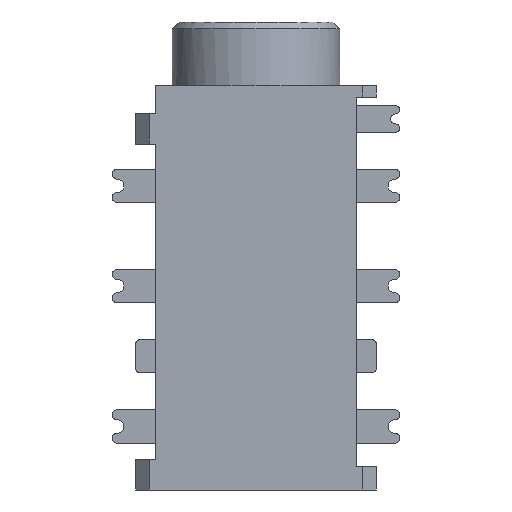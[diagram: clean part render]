
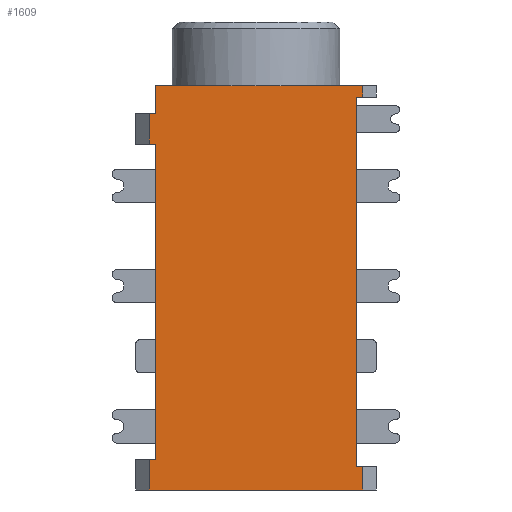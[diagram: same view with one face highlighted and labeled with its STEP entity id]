
A CAD part, front view. The second image highlights one B-rep face of the part: STEP entity #1609.
In plain terms, the highlighted planar face has unit normal (0, -1, 0).
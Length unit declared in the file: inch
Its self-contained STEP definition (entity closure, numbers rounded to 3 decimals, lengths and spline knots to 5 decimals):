
#193 = ORIENTED_EDGE ( 'NONE', *, *, #17021, .F. ) ;
#420 = VERTEX_POINT ( 'NONE', #7330 ) ;
#596 = CARTESIAN_POINT ( 'NONE',  ( -0.11811, -0.08661, -0.47638 ) ) ;
#633 = ORIENTED_EDGE ( 'NONE', *, *, #6975, .F. ) ;
#731 = CARTESIAN_POINT ( 'NONE',  ( 0.11811, -0.08661, -0.47638 ) ) ;
#856 = ORIENTED_EDGE ( 'NONE', *, *, #13663, .T. ) ;
#975 = DIRECTION ( 'NONE',  ( 1., 0., 0. ) ) ;
#1198 = CARTESIAN_POINT ( 'NONE',  ( -0.11811, -0.08661, 0. ) ) ;
#1318 = CARTESIAN_POINT ( 'NONE',  ( -0.12598, -0.08661, -0.0689 ) ) ;
#1375 = CARTESIAN_POINT ( 'NONE',  ( -0.12598, -0.08661, -0.47638 ) ) ;
#1554 = VERTEX_POINT ( 'NONE', #9498 ) ;
#1609 = ADVANCED_FACE ( 'NONE', ( #19100 ), #7975, .T. ) ;
#1635 = DIRECTION ( 'NONE',  ( 1., 0., 0. ) ) ;
#1898 = LINE ( 'NONE', #19631, #12994 ) ;
#1999 = CARTESIAN_POINT ( 'NONE',  ( 0.04675, -0.08661, 0. ) ) ;
#2382 = EDGE_CURVE ( 'NONE', #17659, #3860, #12941, .T. ) ;
#2551 = VECTOR ( 'NONE', #17861, 39.37008 ) ;
#2603 = VERTEX_POINT ( 'NONE', #12083 ) ;
#2717 = EDGE_CURVE ( 'NONE', #19405, #7487, #2806, .T. ) ;
#2806 = LINE ( 'NONE', #9988, #4530 ) ;
#3114 = VECTOR ( 'NONE', #5645, 39.37008 ) ;
#3203 = CARTESIAN_POINT ( 'NONE',  ( -0.14173, -0.08661, -0.03346 ) ) ;
#3265 = EDGE_CURVE ( 'NONE', #2603, #7391, #5360, .T. ) ;
#3624 = VECTOR ( 'NONE', #4515, 39.37008 ) ;
#3686 = DIRECTION ( 'NONE',  ( 0., 0., -1. ) ) ;
#3860 = VERTEX_POINT ( 'NONE', #19697 ) ;
#4289 = LINE ( 'NONE', #12916, #10242 ) ;
#4339 = VERTEX_POINT ( 'NONE', #12894 ) ;
#4431 = VECTOR ( 'NONE', #6855, 39.37008 ) ;
#4515 = DIRECTION ( 'NONE',  ( -1., 0., 0. ) ) ;
#4530 = VECTOR ( 'NONE', #11750, 39.37008 ) ;
#4542 = LINE ( 'NONE', #1198, #21160 ) ;
#4568 = DIRECTION ( 'NONE',  ( 0., -1., 0. ) ) ;
#5095 = VERTEX_POINT ( 'NONE', #14159 ) ;
#5113 = LINE ( 'NONE', #21435, #4431 ) ;
#5360 = LINE ( 'NONE', #18143, #21592 ) ;
#5491 = DIRECTION ( 'NONE',  ( 0., 0., 1. ) ) ;
#5509 = ORIENTED_EDGE ( 'NONE', *, *, #5964, .T. ) ;
#5645 = DIRECTION ( 'NONE',  ( 0., 0., -1. ) ) ;
#5964 = EDGE_CURVE ( 'NONE', #9855, #17659, #5113, .T. ) ;
#6225 = CARTESIAN_POINT ( 'NONE',  ( -0.11811, -0.08661, 0. ) ) ;
#6546 = DIRECTION ( 'NONE',  ( 0., 0., -1. ) ) ;
#6855 = DIRECTION ( 'NONE',  ( 1., 0., 0. ) ) ;
#6975 = EDGE_CURVE ( 'NONE', #4339, #17374, #16084, .T. ) ;
#7175 = ORIENTED_EDGE ( 'NONE', *, *, #18542, .T. ) ;
#7330 = CARTESIAN_POINT ( 'NONE',  ( 0.12598, -0.08661, 0. ) ) ;
#7391 = VERTEX_POINT ( 'NONE', #18510 ) ;
#7487 = VERTEX_POINT ( 'NONE', #22655 ) ;
#7551 = LINE ( 'NONE', #21855, #3114 ) ;
#7885 = EDGE_CURVE ( 'NONE', #12587, #7391, #11912, .T. ) ;
#7975 = PLANE ( 'NONE',  #14253 ) ;
#8037 = VERTEX_POINT ( 'NONE', #1999 ) ;
#8124 = ORIENTED_EDGE ( 'NONE', *, *, #18316, .F. ) ;
#8209 = ORIENTED_EDGE ( 'NONE', *, *, #3265, .F. ) ;
#8359 = ORIENTED_EDGE ( 'NONE', *, *, #7885, .T. ) ;
#8361 = LINE ( 'NONE', #18680, #3624 ) ;
#8455 = ORIENTED_EDGE ( 'NONE', *, *, #17428, .F. ) ;
#9014 = DIRECTION ( 'NONE',  ( 0., 0., 1. ) ) ;
#9027 = VERTEX_POINT ( 'NONE', #10647 ) ;
#9469 = CARTESIAN_POINT ( 'NONE',  ( 0.12598, -0.08661, -0.47638 ) ) ;
#9498 = CARTESIAN_POINT ( 'NONE',  ( -0.11811, -0.08661, 0. ) ) ;
#9783 = EDGE_CURVE ( 'NONE', #17374, #1554, #20354, .T. ) ;
#9855 = VERTEX_POINT ( 'NONE', #1375 ) ;
#9909 = VERTEX_POINT ( 'NONE', #12731 ) ;
#9988 = CARTESIAN_POINT ( 'NONE',  ( 0.14173, -0.08661, -0.01378 ) ) ;
#10242 = VECTOR ( 'NONE', #11569, 39.37008 ) ;
#10647 = CARTESIAN_POINT ( 'NONE',  ( 0.11811, -0.08661, -0.44882 ) ) ;
#11235 = CARTESIAN_POINT ( 'NONE',  ( -0.11811, -0.08661, -0.03346 ) ) ;
#11569 = DIRECTION ( 'NONE',  ( 1., 0., 0. ) ) ;
#11698 = CARTESIAN_POINT ( 'NONE',  ( 0.12598, -0.08661, -0.47638 ) ) ;
#11750 = DIRECTION ( 'NONE',  ( -1., 0., 0. ) ) ;
#11912 = LINE ( 'NONE', #16792, #19643 ) ;
#12083 = CARTESIAN_POINT ( 'NONE',  ( -0.11811, -0.08661, -0.44094 ) ) ;
#12587 = VERTEX_POINT ( 'NONE', #1318 ) ;
#12615 = ORIENTED_EDGE ( 'NONE', *, *, #21814, .F. ) ;
#12731 = CARTESIAN_POINT ( 'NONE',  ( -0.04675, -0.08661, 0. ) ) ;
#12803 = VECTOR ( 'NONE', #5491, 39.37008 ) ;
#12876 = ORIENTED_EDGE ( 'NONE', *, *, #2717, .F. ) ;
#12894 = CARTESIAN_POINT ( 'NONE',  ( -0.12598, -0.08661, -0.03346 ) ) ;
#12916 = CARTESIAN_POINT ( 'NONE',  ( -0.11811, -0.08661, 0. ) ) ;
#12941 = LINE ( 'NONE', #9469, #12803 ) ;
#12994 = VECTOR ( 'NONE', #3686, 39.37008 ) ;
#13098 = LINE ( 'NONE', #6225, #22611 ) ;
#13234 = CARTESIAN_POINT ( 'NONE',  ( -0.14173, -0.08661, -0.44094 ) ) ;
#13255 = DIRECTION ( 'NONE',  ( 0., 0., 1. ) ) ;
#13663 = EDGE_CURVE ( 'NONE', #4339, #12587, #1898, .T. ) ;
#13676 = ORIENTED_EDGE ( 'NONE', *, *, #9783, .F. ) ;
#13722 = DIRECTION ( 'NONE',  ( 0., 0., 1. ) ) ;
#13771 = DIRECTION ( 'NONE',  ( 0., 0., 1. ) ) ;
#14159 = CARTESIAN_POINT ( 'NONE',  ( -0.12598, -0.08661, -0.44094 ) ) ;
#14253 = AXIS2_PLACEMENT_3D ( 'NONE', #18871, #4568, #6546 ) ;
#14442 = VECTOR ( 'NONE', #13771, 39.37008 ) ;
#14483 = ORIENTED_EDGE ( 'NONE', *, *, #2382, .T. ) ;
#14523 = CARTESIAN_POINT ( 'NONE',  ( 0.12598, -0.08661, -0.01378 ) ) ;
#14557 = VECTOR ( 'NONE', #14670, 39.37008 ) ;
#14614 = ORIENTED_EDGE ( 'NONE', *, *, #18261, .T. ) ;
#14670 = DIRECTION ( 'NONE',  ( 1., 0., 0. ) ) ;
#14871 = DIRECTION ( 'NONE',  ( 1., 0., 0. ) ) ;
#16084 = LINE ( 'NONE', #3203, #2551 ) ;
#16435 = VECTOR ( 'NONE', #13722, 39.37008 ) ;
#16792 = CARTESIAN_POINT ( 'NONE',  ( -0.14173, -0.08661, -0.0689 ) ) ;
#16818 = LINE ( 'NONE', #731, #17831 ) ;
#17021 = EDGE_CURVE ( 'NONE', #9909, #8037, #13098, .T. ) ;
#17271 = EDGE_LOOP ( 'NONE', ( #5509, #14483, #17672, #14614, #12876, #20665, #8455, #193, #8124, #13676, #633, #856, #8359, #8209, #12615, #7175 ) ) ;
#17374 = VERTEX_POINT ( 'NONE', #11235 ) ;
#17428 = EDGE_CURVE ( 'NONE', #8037, #420, #4542, .T. ) ;
#17659 = VERTEX_POINT ( 'NONE', #19450 ) ;
#17672 = ORIENTED_EDGE ( 'NONE', *, *, #21937, .T. ) ;
#17831 = VECTOR ( 'NONE', #13255, 39.37008 ) ;
#17861 = DIRECTION ( 'NONE',  ( 1., 0., 0. ) ) ;
#18143 = CARTESIAN_POINT ( 'NONE',  ( -0.11811, -0.08661, -0.47638 ) ) ;
#18261 = EDGE_CURVE ( 'NONE', #9027, #7487, #16818, .T. ) ;
#18316 = EDGE_CURVE ( 'NONE', #1554, #9909, #4289, .T. ) ;
#18510 = CARTESIAN_POINT ( 'NONE',  ( -0.11811, -0.08661, -0.0689 ) ) ;
#18542 = EDGE_CURVE ( 'NONE', #5095, #9855, #7551, .T. ) ;
#18680 = CARTESIAN_POINT ( 'NONE',  ( 0.14173, -0.08661, -0.44882 ) ) ;
#18871 = CARTESIAN_POINT ( 'NONE',  ( -0.11811, -0.08661, -0.47638 ) ) ;
#19100 = FACE_OUTER_BOUND ( 'NONE', #17271, .T. ) ;
#19405 = VERTEX_POINT ( 'NONE', #14523 ) ;
#19450 = CARTESIAN_POINT ( 'NONE',  ( 0.12598, -0.08661, -0.47638 ) ) ;
#19631 = CARTESIAN_POINT ( 'NONE',  ( -0.12598, -0.08661, -0.0689 ) ) ;
#19643 = VECTOR ( 'NONE', #1635, 39.37008 ) ;
#19697 = CARTESIAN_POINT ( 'NONE',  ( 0.12598, -0.08661, -0.44882 ) ) ;
#20009 = LINE ( 'NONE', #13234, #14557 ) ;
#20354 = LINE ( 'NONE', #596, #14442 ) ;
#20617 = LINE ( 'NONE', #11698, #16435 ) ;
#20665 = ORIENTED_EDGE ( 'NONE', *, *, #21618, .T. ) ;
#21160 = VECTOR ( 'NONE', #975, 39.37008 ) ;
#21435 = CARTESIAN_POINT ( 'NONE',  ( -0.11811, -0.08661, -0.47638 ) ) ;
#21592 = VECTOR ( 'NONE', #9014, 39.37008 ) ;
#21618 = EDGE_CURVE ( 'NONE', #19405, #420, #20617, .T. ) ;
#21814 = EDGE_CURVE ( 'NONE', #5095, #2603, #20009, .T. ) ;
#21855 = CARTESIAN_POINT ( 'NONE',  ( -0.12598, -0.08661, -0.47638 ) ) ;
#21937 = EDGE_CURVE ( 'NONE', #3860, #9027, #8361, .T. ) ;
#22611 = VECTOR ( 'NONE', #14871, 39.37008 ) ;
#22655 = CARTESIAN_POINT ( 'NONE',  ( 0.11811, -0.08661, -0.01378 ) ) ;
